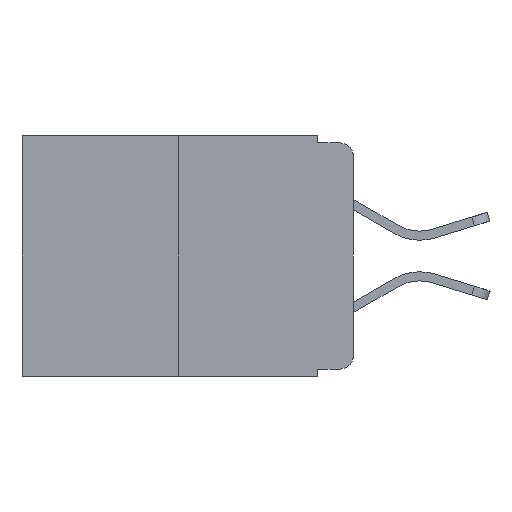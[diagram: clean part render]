
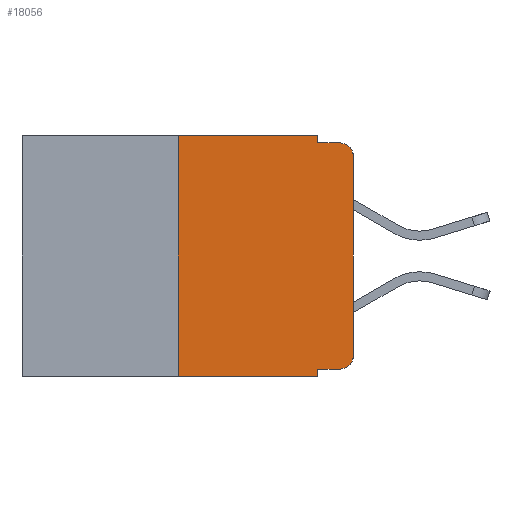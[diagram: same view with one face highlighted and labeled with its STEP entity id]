
A CAD part, left-side view. The second image highlights one B-rep face of the part: STEP entity #18056.
In plain terms, the highlighted planar face has unit normal (-1, 0, 0).
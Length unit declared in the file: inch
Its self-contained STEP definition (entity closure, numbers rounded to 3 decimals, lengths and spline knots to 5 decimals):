
#40 = ORIENTED_EDGE ( 'NONE', *, *, #15414, .T. ) ;
#190 = ORIENTED_EDGE ( 'NONE', *, *, #9514, .T. ) ;
#277 = EDGE_CURVE ( 'NONE', #14672, #4821, #12471, .T. ) ;
#323 = CARTESIAN_POINT ( 'NONE',  ( 0., 0.051, -0.333 ) ) ;
#1121 = CARTESIAN_POINT ( 'NONE',  ( 0., 0.051, -0.01 ) ) ;
#1194 = DIRECTION ( 'NONE',  ( 0., -1., 0. ) ) ;
#1205 = CARTESIAN_POINT ( 'NONE',  ( 0., 0.051, -0.01 ) ) ;
#1208 = CARTESIAN_POINT ( 'NONE',  ( 0., 0.051, 0. ) ) ;
#1575 = EDGE_CURVE ( 'NONE', #4821, #17324, #17535, .T. ) ;
#2011 = VECTOR ( 'NONE', #16795, 39.37008 ) ;
#2343 = CARTESIAN_POINT ( 'NONE',  ( 0., 0., -0.313 ) ) ;
#2694 = VERTEX_POINT ( 'NONE', #15043 ) ;
#2935 = ORIENTED_EDGE ( 'NONE', *, *, #13789, .T. ) ;
#3052 = CARTESIAN_POINT ( 'NONE',  ( 0., 0.473, 0. ) ) ;
#3126 = CARTESIAN_POINT ( 'NONE',  ( 0., 0.473, 0. ) ) ;
#3296 = DIRECTION ( 'NONE',  ( 0., 0., -1. ) ) ;
#3572 = VERTEX_POINT ( 'NONE', #5894 ) ;
#3605 = CARTESIAN_POINT ( 'NONE',  ( 0., 0.25, 0. ) ) ;
#3869 = VERTEX_POINT ( 'NONE', #3605 ) ;
#4170 = VERTEX_POINT ( 'NONE', #2343 ) ;
#4411 = CARTESIAN_POINT ( 'NONE',  ( 0., 0., 0. ) ) ;
#4613 = AXIS2_PLACEMENT_3D ( 'NONE', #20327, #14591, #9441 ) ;
#4821 = VERTEX_POINT ( 'NONE', #1205 ) ;
#4874 = LINE ( 'NONE', #4411, #21621 ) ;
#4982 = VERTEX_POINT ( 'NONE', #9003 ) ;
#5104 = LINE ( 'NONE', #16597, #8991 ) ;
#5349 = ORIENTED_EDGE ( 'NONE', *, *, #277, .F. ) ;
#5813 = DIRECTION ( 'NONE',  ( 0., -1., 0. ) ) ;
#5894 = CARTESIAN_POINT ( 'NONE',  ( 0., 0.051, -0.343 ) ) ;
#6177 = ORIENTED_EDGE ( 'NONE', *, *, #7871, .F. ) ;
#6982 = PLANE ( 'NONE',  #23472 ) ;
#7115 = VECTOR ( 'NONE', #14045, 39.37008 ) ;
#7635 = DIRECTION ( 'NONE',  ( 0., 0., -1. ) ) ;
#7871 = EDGE_CURVE ( 'NONE', #4982, #3572, #18924, .T. ) ;
#8600 = CIRCLE ( 'NONE', #12430, 0.02 ) ;
#8991 = VECTOR ( 'NONE', #5813, 39.37008 ) ;
#9003 = CARTESIAN_POINT ( 'NONE',  ( 0., 0.051, -0.333 ) ) ;
#9439 = CARTESIAN_POINT ( 'NONE',  ( 0., 0.02, -0.03 ) ) ;
#9441 = DIRECTION ( 'NONE',  ( 0., 0., -1. ) ) ;
#9483 = DIRECTION ( 'NONE',  ( 0., 0., -1. ) ) ;
#9490 = CARTESIAN_POINT ( 'NONE',  ( 0., 0.25, 0. ) ) ;
#9514 = EDGE_CURVE ( 'NONE', #19183, #4170, #16090, .T. ) ;
#9540 = DIRECTION ( 'NONE',  ( 0., -1., 0. ) ) ;
#9595 = ORIENTED_EDGE ( 'NONE', *, *, #22767, .F. ) ;
#11273 = CARTESIAN_POINT ( 'NONE',  ( 0., 0.051, 0. ) ) ;
#12430 = AXIS2_PLACEMENT_3D ( 'NONE', #9439, #16748, #7635 ) ;
#12471 = LINE ( 'NONE', #1208, #7115 ) ;
#12634 = ORIENTED_EDGE ( 'NONE', *, *, #17156, .F. ) ;
#13349 = EDGE_LOOP ( 'NONE', ( #21603, #15490, #13484, #5349, #12634, #9595, #40, #6177, #2935, #190 ) ) ;
#13484 = ORIENTED_EDGE ( 'NONE', *, *, #1575, .F. ) ;
#13789 = EDGE_CURVE ( 'NONE', #4982, #19183, #22232, .T. ) ;
#14045 = DIRECTION ( 'NONE',  ( 0., 0., -1. ) ) ;
#14591 = DIRECTION ( 'NONE',  ( -1., 0., 0. ) ) ;
#14672 = VERTEX_POINT ( 'NONE', #19249 ) ;
#15043 = CARTESIAN_POINT ( 'NONE',  ( 0., 0.25, -0.343 ) ) ;
#15107 = EDGE_CURVE ( 'NONE', #16049, #17324, #8600, .T. ) ;
#15249 = EDGE_CURVE ( 'NONE', #4170, #16049, #4874, .T. ) ;
#15285 = CARTESIAN_POINT ( 'NONE',  ( 0., 0.02, -0.333 ) ) ;
#15333 = VECTOR ( 'NONE', #23040, 39.37008 ) ;
#15414 = EDGE_CURVE ( 'NONE', #2694, #3572, #5104, .T. ) ;
#15490 = ORIENTED_EDGE ( 'NONE', *, *, #15107, .T. ) ;
#16049 = VERTEX_POINT ( 'NONE', #19605 ) ;
#16090 = CIRCLE ( 'NONE', #4613, 0.02 ) ;
#16156 = VECTOR ( 'NONE', #9483, 39.37008 ) ;
#16597 = CARTESIAN_POINT ( 'NONE',  ( 0., 0.473, -0.343 ) ) ;
#16748 = DIRECTION ( 'NONE',  ( -1., 0., 0. ) ) ;
#16795 = DIRECTION ( 'NONE',  ( 0., 0., 1. ) ) ;
#17156 = EDGE_CURVE ( 'NONE', #3869, #14672, #17596, .T. ) ;
#17324 = VERTEX_POINT ( 'NONE', #22042 ) ;
#17535 = LINE ( 'NONE', #1121, #15333 ) ;
#17550 = DIRECTION ( 'NONE',  ( 0., 0., 1. ) ) ;
#17596 = LINE ( 'NONE', #3126, #23046 ) ;
#17631 = DIRECTION ( 'NONE',  ( 1., 0., 0. ) ) ;
#18056 = ADVANCED_FACE ( 'NONE', ( #19433 ), #6982, .F. ) ;
#18924 = LINE ( 'NONE', #11273, #16156 ) ;
#19183 = VERTEX_POINT ( 'NONE', #15285 ) ;
#19249 = CARTESIAN_POINT ( 'NONE',  ( 0., 0.051, 0. ) ) ;
#19433 = FACE_OUTER_BOUND ( 'NONE', #13349, .T. ) ;
#19605 = CARTESIAN_POINT ( 'NONE',  ( 0., 0., -0.03 ) ) ;
#20327 = CARTESIAN_POINT ( 'NONE',  ( 0., 0.02, -0.313 ) ) ;
#20613 = LINE ( 'NONE', #9490, #2011 ) ;
#21603 = ORIENTED_EDGE ( 'NONE', *, *, #15249, .T. ) ;
#21621 = VECTOR ( 'NONE', #17550, 39.37008 ) ;
#22042 = CARTESIAN_POINT ( 'NONE',  ( 0., 0.02, -0.01 ) ) ;
#22232 = LINE ( 'NONE', #323, #23082 ) ;
#22767 = EDGE_CURVE ( 'NONE', #2694, #3869, #20613, .T. ) ;
#23040 = DIRECTION ( 'NONE',  ( 0., -1., 0. ) ) ;
#23046 = VECTOR ( 'NONE', #1194, 39.37008 ) ;
#23082 = VECTOR ( 'NONE', #9540, 39.37008 ) ;
#23472 = AXIS2_PLACEMENT_3D ( 'NONE', #3052, #17631, #3296 ) ;
